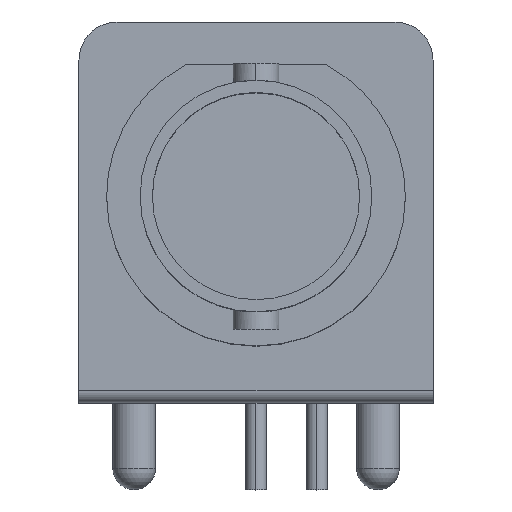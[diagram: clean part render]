
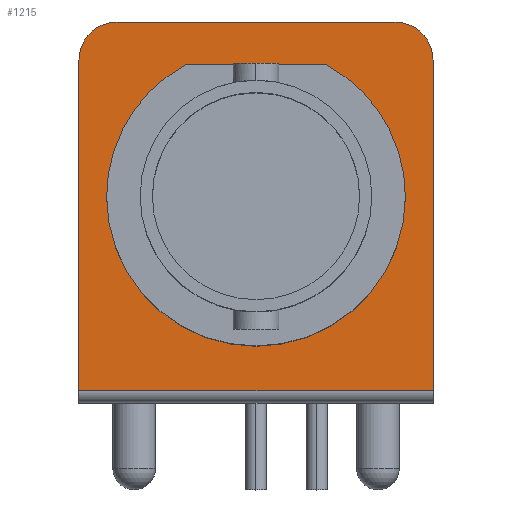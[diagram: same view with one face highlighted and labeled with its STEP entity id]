
A CAD part, top view. The second image highlights one B-rep face of the part: STEP entity #1215.
In plain terms, the highlighted planar face has unit normal (0, 0, 1).
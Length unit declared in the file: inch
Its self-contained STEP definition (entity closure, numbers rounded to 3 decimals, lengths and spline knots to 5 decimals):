
#68 = CIRCLE ( 'NONE', #1475, 0.0625 ) ;
#96 = EDGE_CURVE ( 'NONE', #1688, #994, #453, .T. ) ;
#107 = ORIENTED_EDGE ( 'NONE', *, *, #471, .F. ) ;
#114 = CARTESIAN_POINT ( 'NONE',  ( -0.2905, -0.318, -0.315 ) ) ;
#150 = DIRECTION ( 'NONE',  ( -1., 0., 0. ) ) ;
#171 = LINE ( 'NONE', #1626, #590 ) ;
#177 = CARTESIAN_POINT ( 'NONE',  ( 0.228, 0.2245, -0.315 ) ) ;
#190 = VERTEX_POINT ( 'NONE', #919 ) ;
#204 = CARTESIAN_POINT ( 'NONE',  ( 0.228, 0.2245, -0.315 ) ) ;
#214 = ORIENTED_EDGE ( 'NONE', *, *, #1041, .T. ) ;
#275 = EDGE_LOOP ( 'NONE', ( #1862, #455, #278, #2071, #107, #1227 ) ) ;
#278 = ORIENTED_EDGE ( 'NONE', *, *, #1253, .F. ) ;
#289 = LINE ( 'NONE', #546, #2210 ) ;
#296 = VERTEX_POINT ( 'NONE', #2248 ) ;
#320 = VERTEX_POINT ( 'NONE', #2233 ) ;
#336 = DIRECTION ( 'NONE',  ( 0., 0., -1. ) ) ;
#364 = FACE_BOUND ( 'NONE', #1574, .T. ) ;
#372 = DIRECTION ( 'NONE',  ( -1., 0., 0. ) ) ;
#376 = DIRECTION ( 'NONE',  ( -1., 0., 0. ) ) ;
#395 = DIRECTION ( 'NONE',  ( 0., -1., 0. ) ) ;
#407 = VERTEX_POINT ( 'NONE', #986 ) ;
#453 = LINE ( 'NONE', #1414, #2184 ) ;
#455 = ORIENTED_EDGE ( 'NONE', *, *, #2195, .F. ) ;
#469 = CIRCLE ( 'NONE', #785, 0.24508 ) ;
#471 = EDGE_CURVE ( 'NONE', #994, #836, #1620, .T. ) ;
#496 = CIRCLE ( 'NONE', #1332, 0.24508 ) ;
#533 = CARTESIAN_POINT ( 'NONE',  ( 0.228, 0.287, -0.315 ) ) ;
#541 = VERTEX_POINT ( 'NONE', #863 ) ;
#544 = ORIENTED_EDGE ( 'NONE', *, *, #2089, .T. ) ;
#546 = CARTESIAN_POINT ( 'NONE',  ( -0.22856, 0.21592, -0.315 ) ) ;
#560 = DIRECTION ( 'NONE',  ( 0., 0., -1. ) ) ;
#590 = VECTOR ( 'NONE', #395, 39.37008 ) ;
#624 = DIRECTION ( 'NONE',  ( 0., 0., -1. ) ) ;
#656 = VERTEX_POINT ( 'NONE', #533 ) ;
#674 = VECTOR ( 'NONE', #1539, 39.37008 ) ;
#693 = VECTOR ( 'NONE', #788, 39.37008 ) ;
#695 = CARTESIAN_POINT ( 'NONE',  ( 0., 0., -0.315 ) ) ;
#720 = DIRECTION ( 'NONE',  ( 1., 0., 0. ) ) ;
#722 = DIRECTION ( 'NONE',  ( -1., 0., 0. ) ) ;
#753 = ORIENTED_EDGE ( 'NONE', *, *, #1486, .T. ) ;
#785 = AXIS2_PLACEMENT_3D ( 'NONE', #695, #336, #150 ) ;
#788 = DIRECTION ( 'NONE',  ( 1., 0., 0. ) ) ;
#797 = CIRCLE ( 'NONE', #1548, 0.0625 ) ;
#803 = LINE ( 'NONE', #1510, #693 ) ;
#836 = VERTEX_POINT ( 'NONE', #1504 ) ;
#852 = DIRECTION ( 'NONE',  ( -1., 0., 0. ) ) ;
#863 = CARTESIAN_POINT ( 'NONE',  ( -0.11594, 0.21592, -0.315 ) ) ;
#904 = EDGE_CURVE ( 'NONE', #836, #1685, #68, .T. ) ;
#919 = CARTESIAN_POINT ( 'NONE',  ( 0.2905, 0.2245, -0.315 ) ) ;
#986 = CARTESIAN_POINT ( 'NONE',  ( -0.24508, 0., -0.315 ) ) ;
#994 = VERTEX_POINT ( 'NONE', #114 ) ;
#1041 = EDGE_CURVE ( 'NONE', #541, #320, #289, .T. ) ;
#1086 = EDGE_CURVE ( 'NONE', #190, #1688, #171, .T. ) ;
#1213 = EDGE_CURVE ( 'NONE', #407, #541, #1789, .T. ) ;
#1215 = ADVANCED_FACE ( 'NONE', ( #364, #1697 ), #1259, .F. ) ;
#1227 = ORIENTED_EDGE ( 'NONE', *, *, #96, .F. ) ;
#1253 = EDGE_CURVE ( 'NONE', #1685, #656, #803, .T. ) ;
#1259 = PLANE ( 'NONE',  #2303 ) ;
#1332 = AXIS2_PLACEMENT_3D ( 'NONE', #2243, #2250, #852 ) ;
#1339 = DIRECTION ( 'NONE',  ( 1., 0., 0. ) ) ;
#1359 = CARTESIAN_POINT ( 'NONE',  ( -0.2905, 0.2245, -0.315 ) ) ;
#1378 = ORIENTED_EDGE ( 'NONE', *, *, #1213, .T. ) ;
#1414 = CARTESIAN_POINT ( 'NONE',  ( 2.41777, -0.318, -0.315 ) ) ;
#1435 = DIRECTION ( 'NONE',  ( 0., 0., -1. ) ) ;
#1471 = CARTESIAN_POINT ( 'NONE',  ( -0.228, 0.287, -0.315 ) ) ;
#1475 = AXIS2_PLACEMENT_3D ( 'NONE', #1902, #624, #1339 ) ;
#1486 = EDGE_CURVE ( 'NONE', #320, #296, #469, .T. ) ;
#1504 = CARTESIAN_POINT ( 'NONE',  ( -0.2905, 0.2245, -0.315 ) ) ;
#1510 = CARTESIAN_POINT ( 'NONE',  ( 0.228, 0.287, -0.315 ) ) ;
#1539 = DIRECTION ( 'NONE',  ( 0., 1., 0. ) ) ;
#1548 = AXIS2_PLACEMENT_3D ( 'NONE', #177, #1583, #372 ) ;
#1574 = EDGE_LOOP ( 'NONE', ( #214, #753, #544, #1378 ) ) ;
#1583 = DIRECTION ( 'NONE',  ( 0., 0., -1. ) ) ;
#1620 = LINE ( 'NONE', #1359, #674 ) ;
#1626 = CARTESIAN_POINT ( 'NONE',  ( 0.2905, 0.2245, -0.315 ) ) ;
#1636 = CARTESIAN_POINT ( 'NONE',  ( 0., 0., -0.315 ) ) ;
#1661 = CARTESIAN_POINT ( 'NONE',  ( 0.2905, -0.318, -0.315 ) ) ;
#1685 = VERTEX_POINT ( 'NONE', #1471 ) ;
#1688 = VERTEX_POINT ( 'NONE', #1661 ) ;
#1697 = FACE_OUTER_BOUND ( 'NONE', #275, .T. ) ;
#1789 = CIRCLE ( 'NONE', #2234, 0.24508 ) ;
#1862 = ORIENTED_EDGE ( 'NONE', *, *, #1086, .F. ) ;
#1902 = CARTESIAN_POINT ( 'NONE',  ( -0.228, 0.2245, -0.315 ) ) ;
#2009 = DIRECTION ( 'NONE',  ( -1., 0., 0. ) ) ;
#2071 = ORIENTED_EDGE ( 'NONE', *, *, #904, .F. ) ;
#2089 = EDGE_CURVE ( 'NONE', #296, #407, #496, .T. ) ;
#2184 = VECTOR ( 'NONE', #722, 39.37008 ) ;
#2195 = EDGE_CURVE ( 'NONE', #656, #190, #797, .T. ) ;
#2210 = VECTOR ( 'NONE', #720, 39.37008 ) ;
#2233 = CARTESIAN_POINT ( 'NONE',  ( 0.11594, 0.21592, -0.315 ) ) ;
#2234 = AXIS2_PLACEMENT_3D ( 'NONE', #1636, #1435, #2009 ) ;
#2243 = CARTESIAN_POINT ( 'NONE',  ( 0., 0., -0.315 ) ) ;
#2248 = CARTESIAN_POINT ( 'NONE',  ( 0.24508, 0., -0.315 ) ) ;
#2250 = DIRECTION ( 'NONE',  ( 0., 0., -1. ) ) ;
#2303 = AXIS2_PLACEMENT_3D ( 'NONE', #204, #560, #376 ) ;
